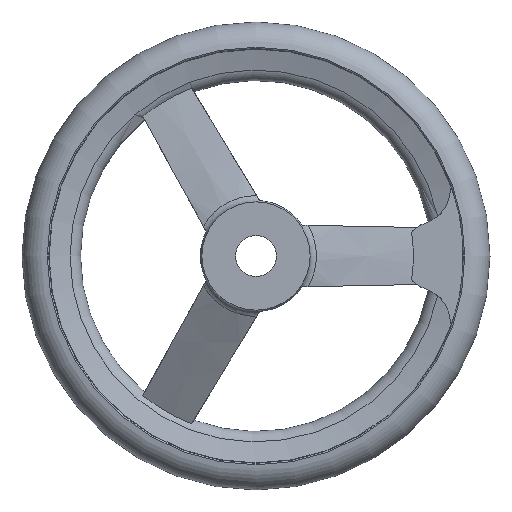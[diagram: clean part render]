
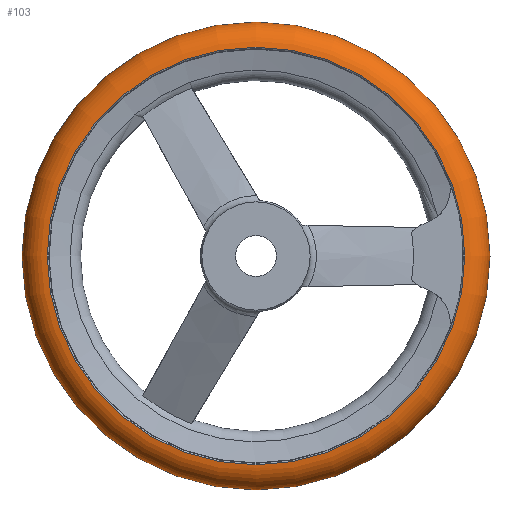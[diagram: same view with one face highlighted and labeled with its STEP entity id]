
A CAD part, front view. The second image highlights one B-rep face of the part: STEP entity #103.
In plain terms, the highlighted toroidal (fillet/blend) face has major radius 71 mm and minor radius 9 mm.
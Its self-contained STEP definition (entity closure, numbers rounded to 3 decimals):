
#103 = ADVANCED_FACE( '', ( #223, #224, #225 ), #226, .T. );
#223 = FACE_BOUND( '', #364, .T. );
#224 = FACE_OUTER_BOUND( '', #365, .T. );
#225 = FACE_OUTER_BOUND( '', #366, .T. );
#226 = TOROIDAL_SURFACE( '', #367, 71., 9. );
#364 = VERTEX_LOOP( '', #604 );
#365 = EDGE_LOOP( '', ( #605 ) );
#366 = EDGE_LOOP( '', ( #606 ) );
#367 = AXIS2_PLACEMENT_3D( '', #607, #608, #609 );
#604 = VERTEX_POINT( '', #880 );
#605 = ORIENTED_EDGE( '', *, *, #812, .T. );
#606 = ORIENTED_EDGE( '', *, *, #881, .F. );
#607 = CARTESIAN_POINT( '', ( 0., 31., 0. ) );
#608 = DIRECTION( '', ( 0., -1., 0. ) );
#609 = DIRECTION( '', ( 0., 0., -1. ) );
#812 = EDGE_CURVE( '', #968, #968, #969, .T. );
#880 = CARTESIAN_POINT( '', ( 0., 31., -80. ) );
#881 = EDGE_CURVE( '', #1077, #1077, #1078, .T. );
#968 = VERTEX_POINT( '', #1252 );
#969 = CIRCLE( '', #1253, 71.375 );
#1077 = VERTEX_POINT( '', #1634 );
#1078 = CIRCLE( '', #1635, 71.375 );
#1252 = CARTESIAN_POINT( '', ( 0., 39.992, -71.375 ) );
#1253 = AXIS2_PLACEMENT_3D( '', #1804, #1805, #1806 );
#1634 = CARTESIAN_POINT( '', ( 0., 22.008, -71.375 ) );
#1635 = AXIS2_PLACEMENT_3D( '', #1865, #1866, #1867 );
#1804 = CARTESIAN_POINT( '', ( 0., 39.992, 0. ) );
#1805 = DIRECTION( '', ( 0., -1., 0. ) );
#1806 = DIRECTION( '', ( 0., 0., -1. ) );
#1865 = CARTESIAN_POINT( '', ( 0., 22.008, 0. ) );
#1866 = DIRECTION( '', ( 0., -1., 0. ) );
#1867 = DIRECTION( '', ( 0., 0., -1. ) );
